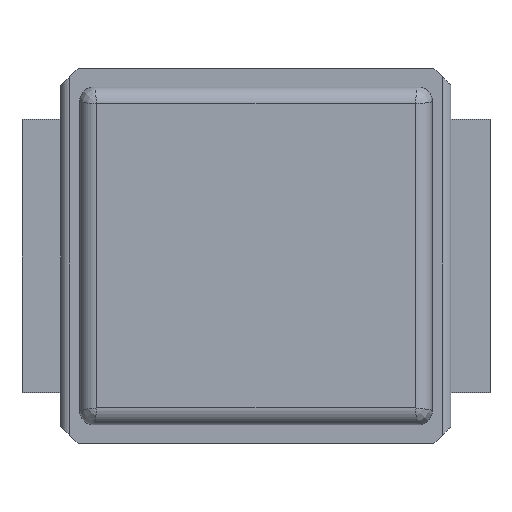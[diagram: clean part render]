
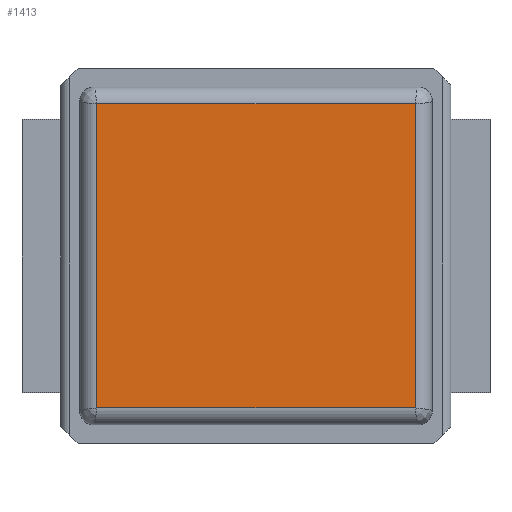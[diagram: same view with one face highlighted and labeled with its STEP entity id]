
A CAD part, top view. The second image highlights one B-rep face of the part: STEP entity #1413.
In plain terms, the highlighted planar face has unit normal (0, 0, 1).
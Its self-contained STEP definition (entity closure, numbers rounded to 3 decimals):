
#12=DIRECTION('',(0.,0.,1.));
#65=VECTOR('',#66,1.);
#66=DIRECTION('',(0.,1.,0.));
#80=DIRECTION('',(1.,0.,0.));
#119=VECTOR('',#80,1.);
#630=VECTOR('',#631,1.);
#631=DIRECTION('',(-0.,-1.,-0.));
#728=VECTOR('',#729,1.);
#729=DIRECTION('',(-1.,-0.,-0.));
#931=VERTEX_POINT('',#932);
#932=CARTESIAN_POINT('',(1.634,1.559,0.565));
#941=EDGE_CURVE('',#931,#942,#944,.T.);
#942=VERTEX_POINT('',#943);
#943=CARTESIAN_POINT('',(1.634,-1.559,0.565));
#944=LINE('',#945,#630);
#945=CARTESIAN_POINT('',(1.634,1.587,0.565));
#1009=VERTEX_POINT('',#1010);
#1010=CARTESIAN_POINT('',(-1.634,1.559,0.565));
#1020=EDGE_CURVE('',#1009,#931,#1021,.T.);
#1021=LINE('',#1022,#119);
#1022=CARTESIAN_POINT('',(-1.662,1.559,0.565));
#1086=VERTEX_POINT('',#1087);
#1087=CARTESIAN_POINT('',(-1.634,-1.559,0.565));
#1094=EDGE_CURVE('',#1086,#1009,#1095,.T.);
#1095=LINE('',#1096,#65);
#1096=CARTESIAN_POINT('',(-1.634,-1.587,0.565));
#1166=EDGE_CURVE('',#942,#1086,#1167,.T.);
#1167=LINE('',#1168,#728);
#1168=CARTESIAN_POINT('',(1.662,-1.559,0.565));
#1413=ADVANCED_FACE('',(#1414),#1420,.T.);
#1414=FACE_BOUND('',#1415,.T.);
#1415=EDGE_LOOP('',(#1416,#1417,#1418,#1419));
#1416=ORIENTED_EDGE('',*,*,#1094,.F.);
#1417=ORIENTED_EDGE('',*,*,#1166,.F.);
#1418=ORIENTED_EDGE('',*,*,#941,.F.);
#1419=ORIENTED_EDGE('',*,*,#1020,.F.);
#1420=PLANE('',#1421);
#1421=AXIS2_PLACEMENT_3D('',#1422,#12,#80);
#1422=CARTESIAN_POINT('',(-1.808,-1.733,0.565));
